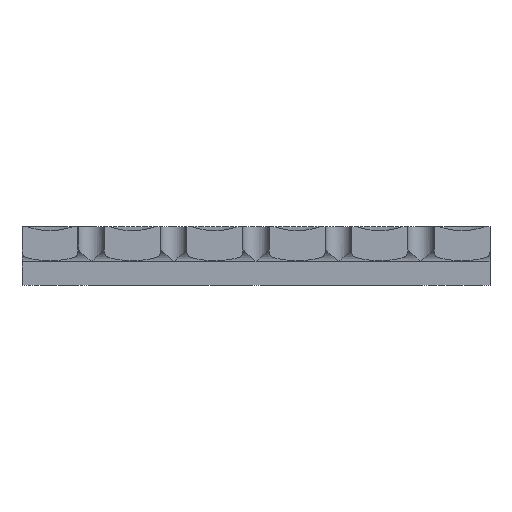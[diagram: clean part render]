
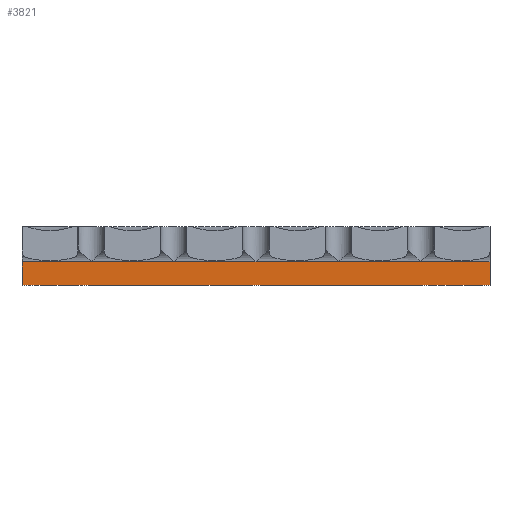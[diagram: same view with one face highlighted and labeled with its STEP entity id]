
A CAD part, front view. The second image highlights one B-rep face of the part: STEP entity #3821.
In plain terms, the highlighted planar face has unit normal (0, -1, 0).
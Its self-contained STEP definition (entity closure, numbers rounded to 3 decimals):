
#133 = LINE ( 'NONE', #8711, #4289 ) ;
#305 = CARTESIAN_POINT ( 'NONE',  ( 39.75, -7., -2. ) ) ;
#461 = LINE ( 'NONE', #3328, #4616 ) ;
#548 = CARTESIAN_POINT ( 'NONE',  ( 39.75, -7., -2. ) ) ;
#606 = CARTESIAN_POINT ( 'NONE',  ( 39.75, -7., -2. ) ) ;
#678 = VERTEX_POINT ( 'NONE', #1981 ) ;
#744 = CARTESIAN_POINT ( 'NONE',  ( 28., -7., -2. ) ) ;
#842 = DIRECTION ( 'NONE',  ( 0., 0., -1. ) ) ;
#1399 = LINE ( 'NONE', #606, #2514 ) ;
#1405 = CARTESIAN_POINT ( 'NONE',  ( -39.75, -7., -2. ) ) ;
#1437 = CARTESIAN_POINT ( 'NONE',  ( -14., -7., -2. ) ) ;
#1477 = ORIENTED_EDGE ( 'NONE', *, *, #6342, .T. ) ;
#1579 = FACE_OUTER_BOUND ( 'NONE', #7526, .T. ) ;
#1643 = CARTESIAN_POINT ( 'NONE',  ( 39.75, -7., -2. ) ) ;
#1680 = DIRECTION ( 'NONE',  ( -1., 0., 0. ) ) ;
#1683 = ORIENTED_EDGE ( 'NONE', *, *, #8946, .F. ) ;
#1731 = AXIS2_PLACEMENT_3D ( 'NONE', #305, #6697, #6563 ) ;
#1776 = CARTESIAN_POINT ( 'NONE',  ( 39.75, -7., -2. ) ) ;
#1782 = VECTOR ( 'NONE', #8941, 1000. ) ;
#1981 = CARTESIAN_POINT ( 'NONE',  ( 0., -7., -2. ) ) ;
#2095 = VERTEX_POINT ( 'NONE', #3923 ) ;
#2131 = LINE ( 'NONE', #1643, #8235 ) ;
#2396 = VERTEX_POINT ( 'NONE', #7511 ) ;
#2514 = VECTOR ( 'NONE', #5677, 1000. ) ;
#2516 = VECTOR ( 'NONE', #4988, 1000. ) ;
#2721 = CARTESIAN_POINT ( 'NONE',  ( -39.75, -7., -2. ) ) ;
#2750 = VERTEX_POINT ( 'NONE', #5389 ) ;
#2869 = CARTESIAN_POINT ( 'NONE',  ( 39.75, -7., -2. ) ) ;
#2913 = VERTEX_POINT ( 'NONE', #5851 ) ;
#3105 = CARTESIAN_POINT ( 'NONE',  ( -28., -7., -2. ) ) ;
#3116 = ORIENTED_EDGE ( 'NONE', *, *, #3519, .T. ) ;
#3328 = CARTESIAN_POINT ( 'NONE',  ( 39.75, -7., -2. ) ) ;
#3519 = EDGE_CURVE ( 'NONE', #2750, #678, #133, .T. ) ;
#3776 = ORIENTED_EDGE ( 'NONE', *, *, #8158, .T. ) ;
#3821 = ADVANCED_FACE ( 'NONE', ( #1579 ), #5815, .F. ) ;
#3851 = VECTOR ( 'NONE', #6481, 1000. ) ;
#3923 = CARTESIAN_POINT ( 'NONE',  ( 39.75, -7., -2. ) ) ;
#4130 = LINE ( 'NONE', #548, #6539 ) ;
#4289 = VECTOR ( 'NONE', #1680, 1000. ) ;
#4606 = VECTOR ( 'NONE', #5297, 1000. ) ;
#4616 = VECTOR ( 'NONE', #9042, 1000. ) ;
#4618 = VERTEX_POINT ( 'NONE', #3105 ) ;
#4791 = LINE ( 'NONE', #1776, #1782 ) ;
#4802 = ORIENTED_EDGE ( 'NONE', *, *, #5946, .T. ) ;
#4811 = EDGE_CURVE ( 'NONE', #7222, #2396, #4896, .T. ) ;
#4836 = DIRECTION ( 'NONE',  ( -1., 0., 0. ) ) ;
#4896 = LINE ( 'NONE', #1405, #2516 ) ;
#4988 = DIRECTION ( 'NONE',  ( 0., 0., -1. ) ) ;
#5042 = ORIENTED_EDGE ( 'NONE', *, *, #6480, .F. ) ;
#5297 = DIRECTION ( 'NONE',  ( -1., 0., 0. ) ) ;
#5322 = EDGE_CURVE ( 'NONE', #8064, #2750, #461, .T. ) ;
#5389 = CARTESIAN_POINT ( 'NONE',  ( 14., -7., -2. ) ) ;
#5677 = DIRECTION ( 'NONE',  ( -1., 0., 0. ) ) ;
#5815 = PLANE ( 'NONE',  #1731 ) ;
#5851 = CARTESIAN_POINT ( 'NONE',  ( 39.75, -7., -6. ) ) ;
#5946 = EDGE_CURVE ( 'NONE', #678, #8265, #8584, .T. ) ;
#6084 = ORIENTED_EDGE ( 'NONE', *, *, #4811, .T. ) ;
#6342 = EDGE_CURVE ( 'NONE', #8265, #4618, #1399, .T. ) ;
#6480 = EDGE_CURVE ( 'NONE', #2913, #2396, #8709, .T. ) ;
#6481 = DIRECTION ( 'NONE',  ( -1., 0., 0. ) ) ;
#6539 = VECTOR ( 'NONE', #4836, 1000. ) ;
#6563 = DIRECTION ( 'NONE',  ( 1., 0., 0. ) ) ;
#6697 = DIRECTION ( 'NONE',  ( 0., 1., 0. ) ) ;
#6776 = EDGE_CURVE ( 'NONE', #2095, #8064, #4130, .T. ) ;
#7222 = VERTEX_POINT ( 'NONE', #2721 ) ;
#7354 = CARTESIAN_POINT ( 'NONE',  ( 39.75, -7., -6. ) ) ;
#7430 = ORIENTED_EDGE ( 'NONE', *, *, #6776, .T. ) ;
#7511 = CARTESIAN_POINT ( 'NONE',  ( -39.75, -7., -6. ) ) ;
#7526 = EDGE_LOOP ( 'NONE', ( #6084, #5042, #1683, #7430, #8883, #3116, #4802, #1477, #3776 ) ) ;
#8064 = VERTEX_POINT ( 'NONE', #744 ) ;
#8158 = EDGE_CURVE ( 'NONE', #4618, #7222, #4791, .T. ) ;
#8235 = VECTOR ( 'NONE', #842, 1000. ) ;
#8265 = VERTEX_POINT ( 'NONE', #1437 ) ;
#8584 = LINE ( 'NONE', #2869, #3851 ) ;
#8709 = LINE ( 'NONE', #7354, #4606 ) ;
#8711 = CARTESIAN_POINT ( 'NONE',  ( 39.75, -7., -2. ) ) ;
#8883 = ORIENTED_EDGE ( 'NONE', *, *, #5322, .T. ) ;
#8941 = DIRECTION ( 'NONE',  ( -1., 0., 0. ) ) ;
#8946 = EDGE_CURVE ( 'NONE', #2095, #2913, #2131, .T. ) ;
#9042 = DIRECTION ( 'NONE',  ( -1., 0., 0. ) ) ;
